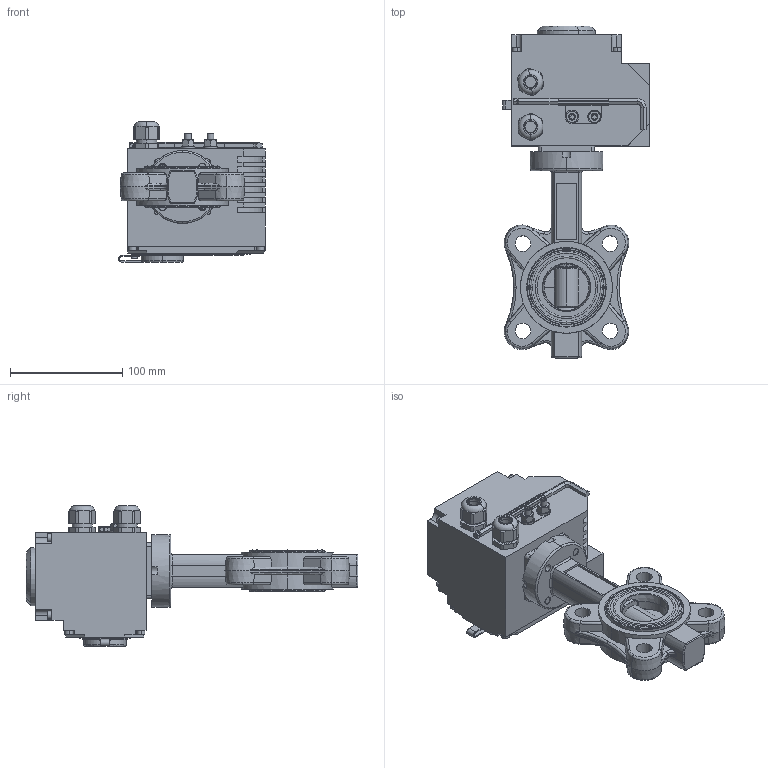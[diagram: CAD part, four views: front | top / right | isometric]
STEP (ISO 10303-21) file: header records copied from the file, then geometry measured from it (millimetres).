
FILE_DESCRIPTION (( 'STEP AP203' ), '1' );
FILE_NAME ('L9.000040E16C.STEP', '2023-03-08T07:57:58', ( '' ), ( '' ), 'SwSTEP 2.0', 'SolidWorks 2017', '' );
FILE_SCHEMA (( 'CONFIG_CONTROL_DESIGN' ));
Length unit declared in the file: millimetre
Products named in the file (1): L9.000040E16C
Bounding box: 131 x 296 x 125 mm (x, y, z)
Volume: 1407464.4 mm3; surface area: 137201.5 mm2
Topology: 1 solids, 6 shells, 945 faces, 2411 edges, 1501 vertices
Faces by surface type: plane 445, cylinder 223, cone 146, torus 95, bspline 36
Entity records: 31210 total; most frequent: CARTESIAN_POINT 8592, ORIENTED_EDGE 4766, DIRECTION 4685, EDGE_CURVE 2383, AXIS2_PLACEMENT_3D 1738, VERTEX_POINT 1501, VECTOR 1209, LINE 1209
